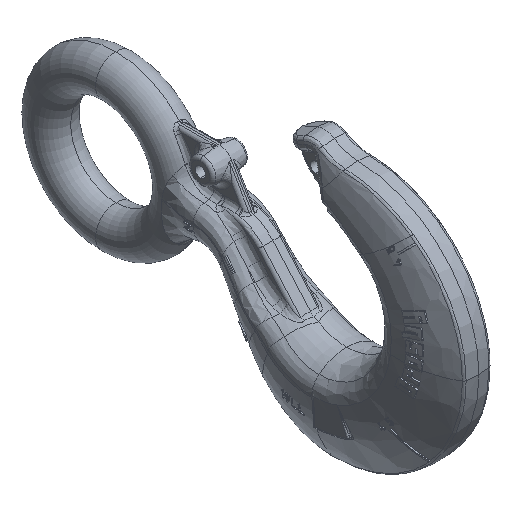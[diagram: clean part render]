
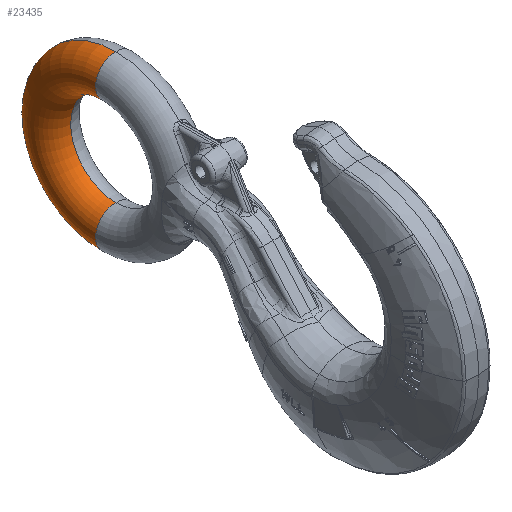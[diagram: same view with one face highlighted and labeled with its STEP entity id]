
A CAD part, isometric view. The second image highlights one B-rep face of the part: STEP entity #23435.
In plain terms, the highlighted toroidal (fillet/blend) face has major radius 64.326 mm and minor radius 19.875 mm.
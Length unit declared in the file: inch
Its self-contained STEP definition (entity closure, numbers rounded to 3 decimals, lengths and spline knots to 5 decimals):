
#5360=CARTESIAN_POINT('',(0.,-1.75,-2.5325));
#5361=DIRECTION('',(0.,-1.,0.));
#5362=DIRECTION('',(0.,0.,1.));
#5363=AXIS2_PLACEMENT_3D('',#5360,#5361,#5362);
#5370=CARTESIAN_POINT('',(0.,-1.75,2.5325));
#5371=DIRECTION('',(0.,1.,0.));
#5372=DIRECTION('',(0.,0.,-1.));
#5373=AXIS2_PLACEMENT_3D('',#5370,#5371,#5372);
#6265=CARTESIAN_POINT('',(0.,-1.75,0.));
#6266=DIRECTION('',(-1.,0.,0.));
#6267=DIRECTION('',(0.,0.,1.));
#6268=AXIS2_PLACEMENT_3D('',#6265,#6266,#6267);
#6270=CARTESIAN_POINT('',(0.,-1.75,0.));
#6271=DIRECTION('',(-1.,0.,0.));
#6272=DIRECTION('',(0.,0.,1.));
#6273=AXIS2_PLACEMENT_3D('',#6270,#6271,#6272);
#8919=CARTESIAN_POINT('',(0.,-1.75,1.75));
#8920=CARTESIAN_POINT('',(0.,-1.75,3.315));
#8921=VERTEX_POINT('',#8919);
#8922=VERTEX_POINT('',#8920);
#8923=CARTESIAN_POINT('',(0.,-1.75,-1.75));
#8924=CARTESIAN_POINT('',(0.,-1.75,-3.315));
#8925=VERTEX_POINT('',#8923);
#8926=VERTEX_POINT('',#8924);
#23424=CARTESIAN_POINT('',(0.,-1.75,0.));
#23425=DIRECTION('',(-1.,0.,0.));
#23426=DIRECTION('',(0.,0.,-1.));
#23427=AXIS2_PLACEMENT_3D('',#23424,#23425,#23426);
#23428=TOROIDAL_SURFACE('',#23427,2.5325,0.7825);
#23429=ORIENTED_EDGE('',*,*,#21049,.F.);
#23430=ORIENTED_EDGE('',*,*,#23419,.T.);
#23431=ORIENTED_EDGE('',*,*,#21045,.T.);
#23432=ORIENTED_EDGE('',*,*,#23416,.F.);
#23433=EDGE_LOOP('',(#23429,#23430,#23431,#23432));
#23434=FACE_OUTER_BOUND('',#23433,.F.);
#23435=ADVANCED_FACE('',(#23434),#23428,.T.);
#5364=CIRCLE('',#5363,0.7825);
#5374=CIRCLE('',#5373,0.7825);
#6269=CIRCLE('',#6268,3.315);
#6274=CIRCLE('',#6273,1.75);
#21045=EDGE_CURVE('',#8925,#8926,#5364,.T.);
#21049=EDGE_CURVE('',#8921,#8922,#5374,.T.);
#23416=EDGE_CURVE('',#8922,#8926,#6269,.T.);
#23419=EDGE_CURVE('',#8921,#8925,#6274,.T.);
